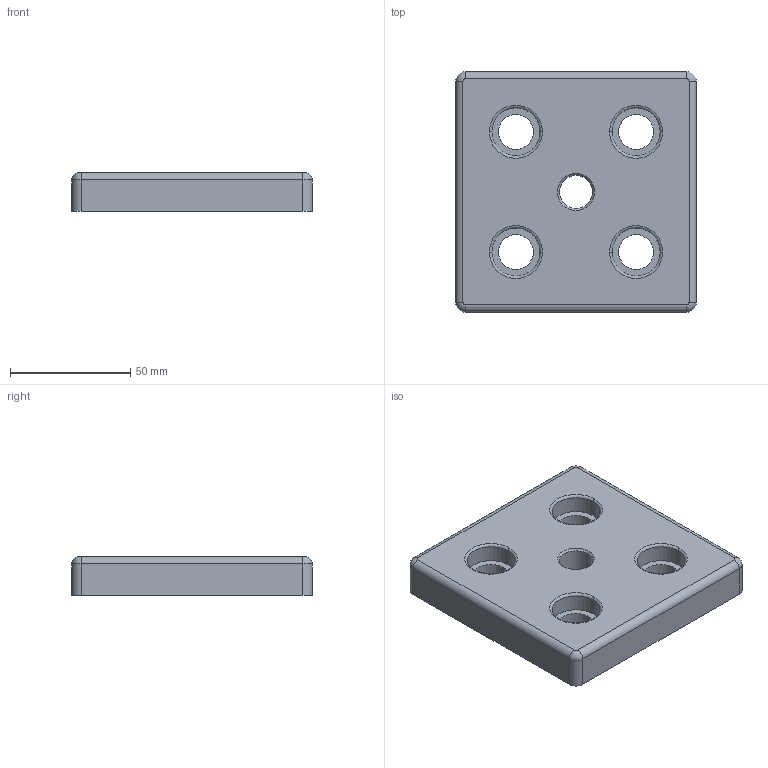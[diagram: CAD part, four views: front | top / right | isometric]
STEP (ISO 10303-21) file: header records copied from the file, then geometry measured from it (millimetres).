
FILE_DESCRIPTION (( 'STEP AP214' ), '1' );
FILE_NAME ('6431214', '2019-01-30T08:28:41', ( '' ), ('JUGARD+KÜNSTNER GmbH'), 'SwSTEP 2.0', 'SolidWorks 2017', '' );
FILE_SCHEMA (( 'AUTOMOTIVE_DESIGN' ));
Length unit declared in the file: inch
Products named in the file (1): 6431214
Bounding box: 100 x 100 x 16 mm (x, y, z)
Volume: 86465.2 mm3; surface area: 37543.1 mm2
Topology: 1 solids, 1 shells, 180 faces, 457 edges, 276 vertices
Faces by surface type: cylinder 89, sphere 33, torus 29, plane 27, cone 2
Entity records: 5580 total; most frequent: CARTESIAN_POINT 1208, DIRECTION 1043, ORIENTED_EDGE 842, AXIS2_PLACEMENT_3D 452, EDGE_CURVE 421, CIRCLE 271, VERTEX_POINT 252, EDGE_LOOP 199
